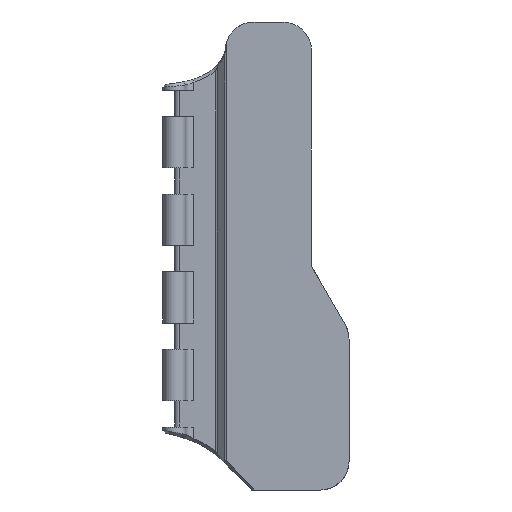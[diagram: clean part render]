
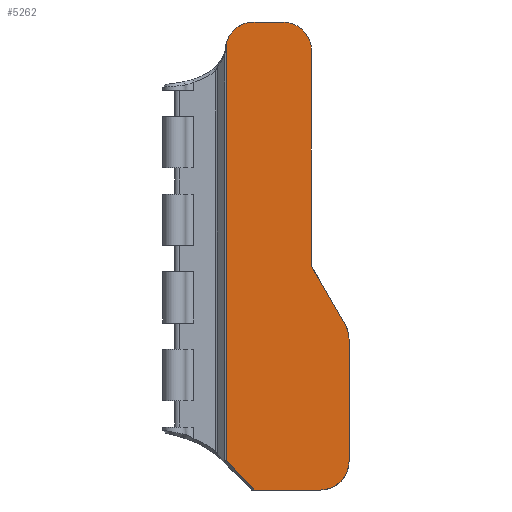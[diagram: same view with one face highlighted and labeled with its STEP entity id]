
A CAD part, front view. The second image highlights one B-rep face of the part: STEP entity #5262.
In plain terms, the highlighted planar face has unit normal (0, -1, 0).
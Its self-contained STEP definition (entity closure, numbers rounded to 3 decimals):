
#135 = LINE ( 'NONE', #4453, #3591 ) ;
#354 = CARTESIAN_POINT ( 'NONE',  ( -42.305, 0., 9.862 ) ) ;
#416 = CARTESIAN_POINT ( 'NONE',  ( 0., 0., 52.502 ) ) ;
#461 = CARTESIAN_POINT ( 'NONE',  ( -42.142, 0., 9.688 ) ) ;
#579 = CARTESIAN_POINT ( 'NONE',  ( -42.42, 0., 9.985 ) ) ;
#672 = DIRECTION ( 'NONE',  ( 0.5, 0., -0.866 ) ) ;
#742 = VECTOR ( 'NONE', #672, 1000. ) ;
#784 = CARTESIAN_POINT ( 'NONE',  ( -13.077, 0., 77.831 ) ) ;
#803 = DIRECTION ( 'NONE',  ( 0., 0., -1. ) ) ;
#1111 = ORIENTED_EDGE ( 'NONE', *, *, #6467, .T. ) ;
#1333 = CARTESIAN_POINT ( 'NONE',  ( -42.4, 0., 9.963 ) ) ;
#1393 = CARTESIAN_POINT ( 'NONE',  ( -42.536, 0., 10.107 ) ) ;
#1496 = LINE ( 'NONE', #6889, #11096 ) ;
#1535 = EDGE_CURVE ( 'NONE', #3220, #3132, #135, .T. ) ;
#1563 = CARTESIAN_POINT ( 'NONE',  ( -33.077, 0., 152.831 ) ) ;
#2034 = FACE_OUTER_BOUND ( 'NONE', #4002, .T. ) ;
#2098 = DIRECTION ( 'NONE',  ( 0., 0., 1. ) ) ;
#2161 = CARTESIAN_POINT ( 'NONE',  ( -42.201, 0., 9.751 ) ) ;
#2190 = VECTOR ( 'NONE', #5300, 1000. ) ;
#2218 = CARTESIAN_POINT ( 'NONE',  ( -42.612, 0., 10.187 ) ) ;
#2342 = CIRCLE ( 'NONE', #4034, 10. ) ;
#2378 = DIRECTION ( 'NONE',  ( 0., 1., 0. ) ) ;
#2388 = CARTESIAN_POINT ( 'NONE',  ( -1.34, 0., 57.502 ) ) ;
#2444 = DIRECTION ( 'NONE',  ( 0., 1., 0. ) ) ;
#2551 = CARTESIAN_POINT ( 'NONE',  ( -10., 0., 52.502 ) ) ;
#2684 = AXIS2_PLACEMENT_3D ( 'NONE', #4844, #3856, #5607 ) ;
#3040 = CARTESIAN_POINT ( 'NONE',  ( 0., 0., 10. ) ) ;
#3042 = LINE ( 'NONE', #7672, #9392 ) ;
#3132 = VERTEX_POINT ( 'NONE', #10448 ) ;
#3210 = CARTESIAN_POINT ( 'NONE',  ( -41.887, 0., 9.415 ) ) ;
#3220 = VERTEX_POINT ( 'NONE', #5292 ) ;
#3381 = DIRECTION ( 'NONE',  ( 0., 0., -1. ) ) ;
#3389 = LINE ( 'NONE', #9536, #8152 ) ;
#3591 = VECTOR ( 'NONE', #7272, 1000. ) ;
#3618 = ORIENTED_EDGE ( 'NONE', *, *, #4625, .T. ) ;
#3687 = EDGE_CURVE ( 'NONE', #6104, #7882, #6393, .T. ) ;
#3739 = CARTESIAN_POINT ( 'NONE',  ( -42.662, 0., 155.679 ) ) ;
#3747 = DIRECTION ( 'NONE',  ( 0., 1., 0. ) ) ;
#3770 = VERTEX_POINT ( 'NONE', #11347 ) ;
#3856 = DIRECTION ( 'NONE',  ( 0., 1., 0. ) ) ;
#4002 = EDGE_LOOP ( 'NONE', ( #1111, #3618, #4695, #10056, #5967, #8729, #6412, #5416, #10027, #9924, #6145 ) ) ;
#4034 = AXIS2_PLACEMENT_3D ( 'NONE', #9179, #3747, #2098 ) ;
#4035 = CARTESIAN_POINT ( 'NONE',  ( -34.676, 0., 1.707 ) ) ;
#4152 = CARTESIAN_POINT ( 'NONE',  ( -42.149, 0., 9.695 ) ) ;
#4333 = AXIS2_PLACEMENT_3D ( 'NONE', #6959, #2444, #803 ) ;
#4453 = CARTESIAN_POINT ( 'NONE',  ( -33.077, 0., 162.831 ) ) ;
#4531 = LINE ( 'NONE', #9098, #2190 ) ;
#4625 = EDGE_CURVE ( 'NONE', #3770, #5678, #11051, .T. ) ;
#4695 = ORIENTED_EDGE ( 'NONE', *, *, #11370, .F. ) ;
#4844 = CARTESIAN_POINT ( 'NONE',  ( -33.077, 0., 152.831 ) ) ;
#4913 = CARTESIAN_POINT ( 'NONE',  ( -42.17, 0., 9.718 ) ) ;
#5013 = EDGE_CURVE ( 'NONE', #7700, #6104, #1496, .T. ) ;
#5032 = CARTESIAN_POINT ( 'NONE',  ( -33.079, 0., 0. ) ) ;
#5131 = VERTEX_POINT ( 'NONE', #7079 ) ;
#5262 = ADVANCED_FACE ( 'NONE', ( #2034 ), #6373, .F. ) ;
#5292 = CARTESIAN_POINT ( 'NONE',  ( -33.077, 0., 162.831 ) ) ;
#5300 = DIRECTION ( 'NONE',  ( -1., 0., 0. ) ) ;
#5416 = ORIENTED_EDGE ( 'NONE', *, *, #7658, .F. ) ;
#5607 = DIRECTION ( 'NONE',  ( 0., 0., 1. ) ) ;
#5678 = VERTEX_POINT ( 'NONE', #8980 ) ;
#5789 = CARTESIAN_POINT ( 'NONE',  ( -42.404, 0., 9.968 ) ) ;
#5879 = AXIS2_PLACEMENT_3D ( 'NONE', #2551, #9584, #3381 ) ;
#5892 = CIRCLE ( 'NONE', #6453, 10. ) ;
#5956 = CARTESIAN_POINT ( 'NONE',  ( -42.114, 0., 9.658 ) ) ;
#5967 = ORIENTED_EDGE ( 'NONE', *, *, #5013, .F. ) ;
#6005 = DIRECTION ( 'NONE',  ( 0., 0., 1. ) ) ;
#6104 = VERTEX_POINT ( 'NONE', #3040 ) ;
#6145 = ORIENTED_EDGE ( 'NONE', *, *, #6261, .F. ) ;
#6170 = VERTEX_POINT ( 'NONE', #6442 ) ;
#6206 = EDGE_CURVE ( 'NONE', #3132, #6170, #2342, .T. ) ;
#6261 = EDGE_CURVE ( 'NONE', #9054, #3220, #5892, .T. ) ;
#6373 = PLANE ( 'NONE',  #2684 ) ;
#6393 = CIRCLE ( 'NONE', #4333, 10. ) ;
#6412 = ORIENTED_EDGE ( 'NONE', *, *, #11196, .F. ) ;
#6442 = CARTESIAN_POINT ( 'NONE',  ( -13.077, 0., 152.831 ) ) ;
#6453 = AXIS2_PLACEMENT_3D ( 'NONE', #1563, #2378, #6005 ) ;
#6467 = EDGE_CURVE ( 'NONE', #9054, #3770, #3389, .T. ) ;
#6611 = CARTESIAN_POINT ( 'NONE',  ( -42.411, 0., 9.975 ) ) ;
#6627 = CIRCLE ( 'NONE', #5879, 10. ) ;
#6728 = CARTESIAN_POINT ( 'NONE',  ( -42.662, 0., 10.239 ) ) ;
#6739 = DIRECTION ( 'NONE',  ( 0., 0., -1. ) ) ;
#6788 = CARTESIAN_POINT ( 'NONE',  ( -41.263, 0., 8.748 ) ) ;
#6889 = CARTESIAN_POINT ( 'NONE',  ( 0., 0., 52.502 ) ) ;
#6959 = CARTESIAN_POINT ( 'NONE',  ( -10., 0., 10. ) ) ;
#7079 = CARTESIAN_POINT ( 'NONE',  ( -13.077, 0., 77.831 ) ) ;
#7272 = DIRECTION ( 'NONE',  ( 1., 0., 0. ) ) ;
#7472 = LINE ( 'NONE', #784, #742 ) ;
#7658 = EDGE_CURVE ( 'NONE', #6170, #5131, #3042, .T. ) ;
#7663 = CARTESIAN_POINT ( 'NONE',  ( -42.153, 0., 9.7 ) ) ;
#7672 = CARTESIAN_POINT ( 'NONE',  ( -13.077, 0., 152.831 ) ) ;
#7700 = VERTEX_POINT ( 'NONE', #416 ) ;
#7882 = VERTEX_POINT ( 'NONE', #8077 ) ;
#8077 = CARTESIAN_POINT ( 'NONE',  ( -10., 0., 0. ) ) ;
#8152 = VECTOR ( 'NONE', #8600, 1000. ) ;
#8204 = EDGE_CURVE ( 'NONE', #9506, #7700, #6627, .T. ) ;
#8482 = CARTESIAN_POINT ( 'NONE',  ( -39.866, 0., 7.255 ) ) ;
#8544 = CARTESIAN_POINT ( 'NONE',  ( -42.454, 0., 10.021 ) ) ;
#8600 = DIRECTION ( 'NONE',  ( 0., 0., -1. ) ) ;
#8729 = ORIENTED_EDGE ( 'NONE', *, *, #8204, .F. ) ;
#8868 = DIRECTION ( 'NONE',  ( 0., 0., -1. ) ) ;
#8980 = CARTESIAN_POINT ( 'NONE',  ( -33.079, 0., 0. ) ) ;
#9054 = VERTEX_POINT ( 'NONE', #3739 ) ;
#9098 = CARTESIAN_POINT ( 'NONE',  ( -10., 0., 0. ) ) ;
#9179 = CARTESIAN_POINT ( 'NONE',  ( -23.077, 0., 152.831 ) ) ;
#9392 = VECTOR ( 'NONE', #6739, 1000. ) ;
#9506 = VERTEX_POINT ( 'NONE', #2388 ) ;
#9536 = CARTESIAN_POINT ( 'NONE',  ( -42.662, 0., 152.831 ) ) ;
#9584 = DIRECTION ( 'NONE',  ( 0., 1., 0. ) ) ;
#9924 = ORIENTED_EDGE ( 'NONE', *, *, #1535, .F. ) ;
#10027 = ORIENTED_EDGE ( 'NONE', *, *, #6206, .F. ) ;
#10056 = ORIENTED_EDGE ( 'NONE', *, *, #3687, .F. ) ;
#10180 = CARTESIAN_POINT ( 'NONE',  ( -42.404, 0., 9.968 ) ) ;
#10357 = CARTESIAN_POINT ( 'NONE',  ( -42.375, 0., 9.937 ) ) ;
#10448 = CARTESIAN_POINT ( 'NONE',  ( -23.077, 0., 162.831 ) ) ;
#11051 = B_SPLINE_CURVE_WITH_KNOTS ( 'NONE', 3,
 ( #6728, #2218, #1393, #8544, #579, #6611, #10180, #5789, #1333, #10357, #354, #2161, #4913, #7663, #4152, #461, #5956, #3210, #6788, #8482, #11290, #4035, #5032 ),
 .UNSPECIFIED., .F., .F.,
 ( 4, 1, 1, 1, 2, 2, 1, 1, 1, 2, 2, 1, 1, 1, 1, 1, 4 ),
 ( 0., 0.016, 0.023, 0.025, 0.026, 0.027, 0.031, 0.047, 0.051, 0.053, 0.054, 0.055, 0.062, 0.125, 0.25, 0.5, 1. ),
 .UNSPECIFIED. ) ;
#11096 = VECTOR ( 'NONE', #8868, 1000. ) ;
#11196 = EDGE_CURVE ( 'NONE', #5131, #9506, #7472, .T. ) ;
#11290 = CARTESIAN_POINT ( 'NONE',  ( -37.071, 0., 4.267 ) ) ;
#11347 = CARTESIAN_POINT ( 'NONE',  ( -42.662, 0., 10.239 ) ) ;
#11370 = EDGE_CURVE ( 'NONE', #7882, #5678, #4531, .T. ) ;
